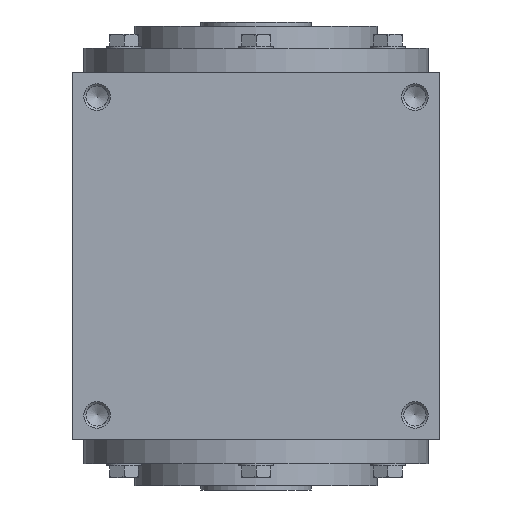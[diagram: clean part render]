
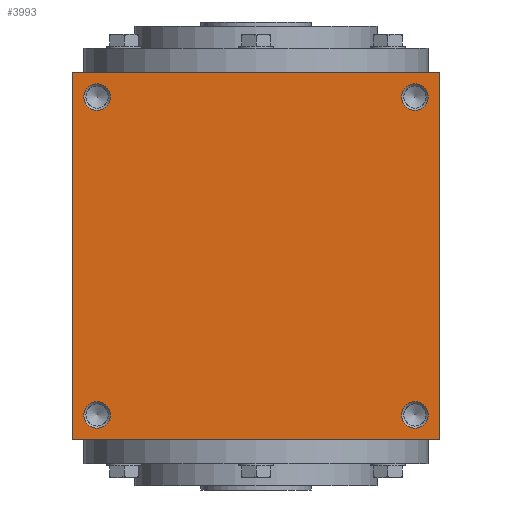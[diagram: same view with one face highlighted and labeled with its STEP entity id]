
A CAD part, left-side view. The second image highlights one B-rep face of the part: STEP entity #3993.
In plain terms, the highlighted face is planar.
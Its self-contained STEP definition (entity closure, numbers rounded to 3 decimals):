
#402=LINE('',#8233,#672);
#406=LINE('',#8250,#676);
#409=LINE('',#8266,#679);
#412=LINE('',#8280,#682);
#672=VECTOR('',#6863,1000.);
#676=VECTOR('',#6877,1000.);
#679=VECTOR('',#6892,1000.);
#682=VECTOR('',#6905,1000.);
#1315=ORIENTED_EDGE('',*,*,#2239,.F.);
#1316=ORIENTED_EDGE('',*,*,#2240,.T.);
#1317=ORIENTED_EDGE('',*,*,#2241,.F.);
#1318=ORIENTED_EDGE('',*,*,#2242,.T.);
#1319=ORIENTED_EDGE('',*,*,#2206,.F.);
#1320=ORIENTED_EDGE('',*,*,#2229,.F.);
#1321=ORIENTED_EDGE('',*,*,#2222,.F.);
#1322=ORIENTED_EDGE('',*,*,#2214,.F.);
#2206=EDGE_CURVE('',#2662,#2663,#402,.T.);
#2214=EDGE_CURVE('',#2663,#2670,#406,.T.);
#2222=EDGE_CURVE('',#2670,#2677,#409,.T.);
#2229=EDGE_CURVE('',#2677,#2662,#412,.T.);
#2239=EDGE_CURVE('',#2691,#2691,#2921,.T.);
#2240=EDGE_CURVE('',#2692,#2692,#2922,.T.);
#2241=EDGE_CURVE('',#2693,#2693,#2923,.T.);
#2242=EDGE_CURVE('',#2694,#2694,#2924,.T.);
#2662=VERTEX_POINT('',#8234);
#2663=VERTEX_POINT('',#8235);
#2670=VERTEX_POINT('',#8251);
#2677=VERTEX_POINT('',#8267);
#2691=VERTEX_POINT('',#8301);
#2692=VERTEX_POINT('',#8303);
#2693=VERTEX_POINT('',#8305);
#2694=VERTEX_POINT('',#8307);
#2921=CIRCLE('',#6020,6.);
#2922=CIRCLE('',#6021,6.);
#2923=CIRCLE('',#6022,6.);
#2924=CIRCLE('',#6023,6.);
#3117=EDGE_LOOP('',(#1315));
#3118=EDGE_LOOP('',(#1316));
#3119=EDGE_LOOP('',(#1317));
#3120=EDGE_LOOP('',(#1318));
#3121=EDGE_LOOP('',(#1319,#1320,#1321,#1322));
#3505=FACE_BOUND('',#3117,.T.);
#3506=FACE_BOUND('',#3118,.T.);
#3507=FACE_BOUND('',#3119,.T.);
#3508=FACE_BOUND('',#3120,.T.);
#3509=FACE_BOUND('',#3121,.T.);
#3830=PLANE('',#6019);
#3993=ADVANCED_FACE('',(#3505,#3506,#3507,#3508,#3509),#3830,.F.);
#6019=AXIS2_PLACEMENT_3D('',#8299,#6921,#6922);
#6020=AXIS2_PLACEMENT_3D('',#8300,#6923,#6924);
#6021=AXIS2_PLACEMENT_3D('',#8302,#6925,#6926);
#6022=AXIS2_PLACEMENT_3D('',#8304,#6927,#6928);
#6023=AXIS2_PLACEMENT_3D('',#8306,#6929,#6930);
#6863=DIRECTION('',(0.,-1.,0.));
#6877=DIRECTION('',(1.,0.,0.));
#6892=DIRECTION('',(0.,1.,0.));
#6905=DIRECTION('',(-1.,0.,0.));
#6921=DIRECTION('',(0.,0.,1.));
#6922=DIRECTION('',(1.,0.,0.));
#6923=DIRECTION('',(0.,0.,-1.));
#6924=DIRECTION('',(-1.,0.,0.));
#6925=DIRECTION('',(0.,0.,1.));
#6926=DIRECTION('',(1.,0.,0.));
#6927=DIRECTION('',(0.,0.,-1.));
#6928=DIRECTION('',(-1.,0.,0.));
#6929=DIRECTION('',(0.,0.,1.));
#6930=DIRECTION('',(1.,0.,0.));
#8233=CARTESIAN_POINT('',(-83.,83.,-83.));
#8234=CARTESIAN_POINT('',(-83.,83.,-83.));
#8235=CARTESIAN_POINT('',(-83.,-83.,-83.));
#8250=CARTESIAN_POINT('',(-83.,-83.,-83.));
#8251=CARTESIAN_POINT('',(83.,-83.,-83.));
#8266=CARTESIAN_POINT('',(83.,-83.,-83.));
#8267=CARTESIAN_POINT('',(83.,83.,-83.));
#8280=CARTESIAN_POINT('',(83.,83.,-83.));
#8299=CARTESIAN_POINT('',(0.,0.,-83.));
#8300=CARTESIAN_POINT('',(-72.,72.,-83.));
#8301=CARTESIAN_POINT('',(-78.,72.,-83.));
#8302=CARTESIAN_POINT('',(72.,72.,-83.));
#8303=CARTESIAN_POINT('',(78.,72.,-83.));
#8304=CARTESIAN_POINT('',(-72.,-72.,-83.));
#8305=CARTESIAN_POINT('',(-78.,-72.,-83.));
#8306=CARTESIAN_POINT('',(72.,-72.,-83.));
#8307=CARTESIAN_POINT('',(78.,-72.,-83.));
